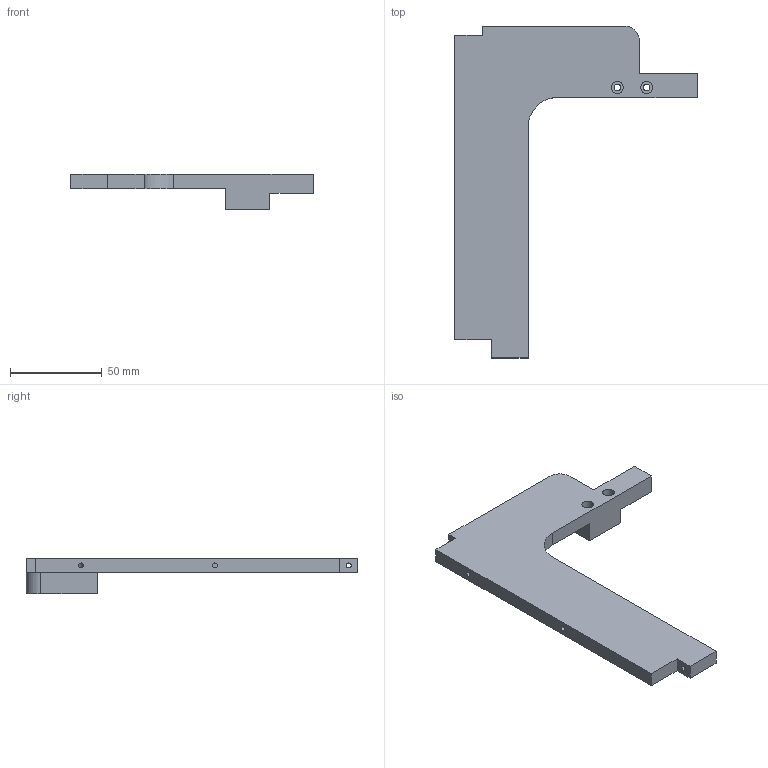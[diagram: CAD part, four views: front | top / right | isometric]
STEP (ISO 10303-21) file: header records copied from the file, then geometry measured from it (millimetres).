
FILE_DESCRIPTION (( 'STEP AP203' ), '1' );
FILE_NAME ('spool mount upper.STEP', '2018-05-18T07:29:37', ( '' ), ( '' ), 'SwSTEP 2.0', 'SolidWorks 2018', '' );
FILE_SCHEMA (( 'CONFIG_CONTROL_DESIGN' ));
Length unit declared in the file: millimetre
Products named in the file (1): spool mount upper
Bounding box: 132.17 x 181 x 19.5 mm (x, y, z)
Volume: 60086.6 mm3; surface area: 29635.5 mm2
Topology: 1 solids, 1 shells, 60 faces, 160 edges, 105 vertices
Faces by surface type: plane 30, cylinder 28, cone 2
Entity records: 1968 total; most frequent: DIRECTION 337, CARTESIAN_POINT 324, ORIENTED_EDGE 316, EDGE_CURVE 158, AXIS2_PLACEMENT_3D 118, VERTEX_POINT 105, VECTOR 101, LINE 101
